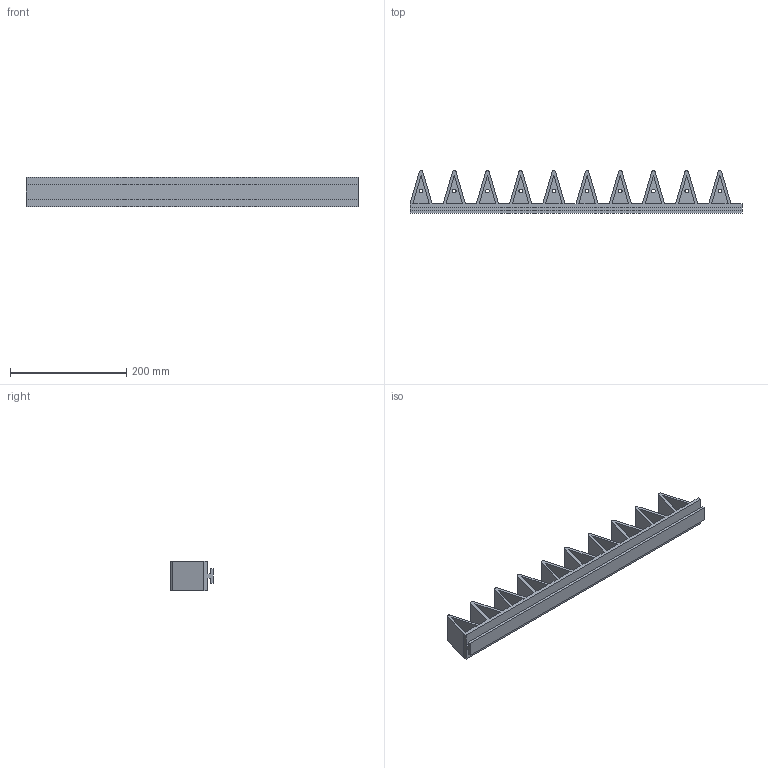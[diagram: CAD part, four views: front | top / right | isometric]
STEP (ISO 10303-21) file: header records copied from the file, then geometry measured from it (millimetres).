
FILE_DESCRIPTION((''),'2;1');
FILE_NAME('DE-484_SAWTOOTH_DUNNAGE.stp', '2007-03-22T11:32:05',('User'),('SDRC'),'I-DEAS Master Series 9','UNIX', 'Yes');
FILE_SCHEMA(('AUTOMOTIVE_DESIGN { 1 0 10303 214 1 1 1 1 }'));
Length unit declared in the file: inch
Products named in the file (1): DE-484
Bounding box: 571.5 x 73.03 x 50.8 mm (x, y, z)
Volume: 582970.3 mm3; surface area: 225708 mm2
Topology: 1 solids, 1 shells, 163 faces, 423 edges, 282 vertices
Faces by surface type: bspline 163
Entity records: 4725 total; most frequent: CARTESIAN_POINT 2061, ORIENTED_EDGE 846, EDGE_CURVE 423, VERTEX_POINT 282, B_SPLINE_CURVE_WITH_KNOTS 264, EDGE_LOOP 203, FACE_OUTER_BOUND 163, ADVANCED_FACE 163
